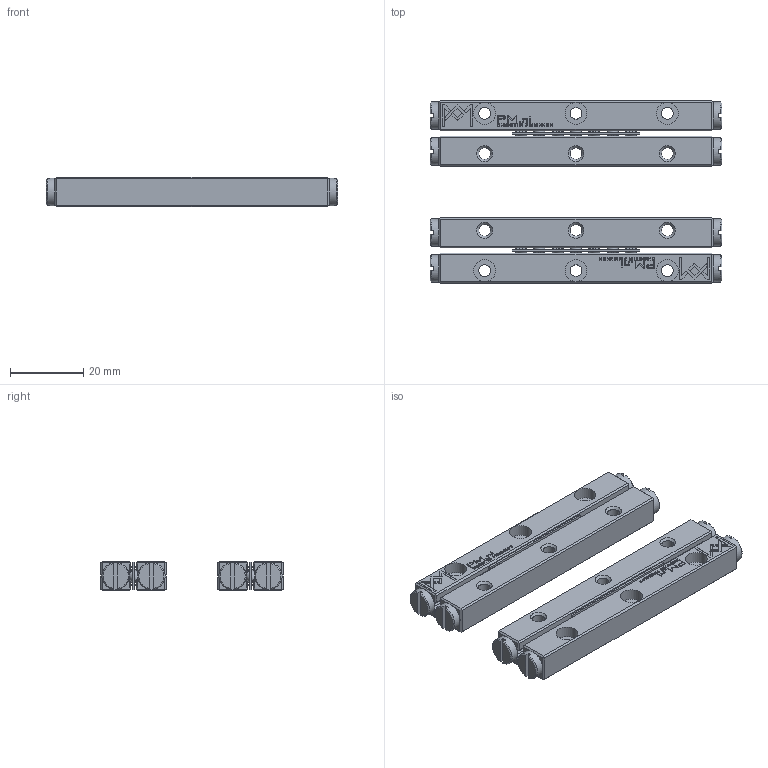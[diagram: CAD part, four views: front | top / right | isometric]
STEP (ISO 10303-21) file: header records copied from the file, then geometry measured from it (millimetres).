
FILE_DESCRIPTION(/* description */ (''),/* implementation_level */ '2;1');
FILE_NAME(/* name */ 'Set RSD-3075x10AA_stp.stp',/* time_stamp */ '2025-02-18T08:39:55+01:00',/* author */ (''),/* organization */ (''),/* preprocessor_version */ 'ST-DEVELOPER v16.7',/* originating_system */ 'SIEMENS PLM Software NX 12.0',/* authorisation */ '');
FILE_SCHEMA (('AUTOMOTIVE_DESIGN { 1 0 10303 214 3 1 1 1 }'));
Products named in the file (1): model1
Bounding box: 79.8 x 50 x 8 mm (x, y, z)
Volume: 18435.9 mm3; surface area: 15280.5 mm2
Topology: 28 solids, 28 shells, 1946 faces, 5072 edges, 3334 vertices
Faces by surface type: plane 1232, bspline 360, cylinder 266, cone 88
Full cylindrical faces by diameter (mm): 2.6 x8, 3 x22, 3.2 x20, 6 x12, 7.5 x8
Entity records: 68375 total; most frequent: CARTESIAN_POINT 15151, ORIENTED_EDGE 9728, DIRECTION 7914, EDGE_CURVE 4864, LINE 3484, VECTOR 3484, VERTEX_POINT 3276, EDGE_LOOP 2292
